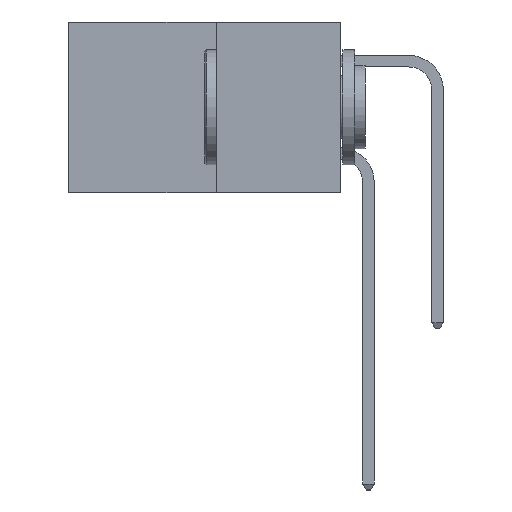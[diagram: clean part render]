
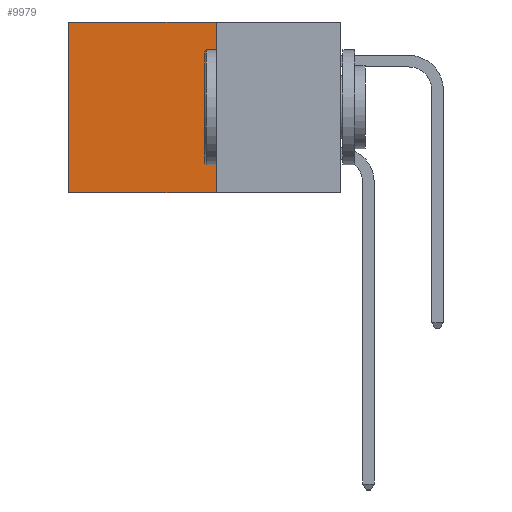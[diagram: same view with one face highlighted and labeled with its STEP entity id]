
A CAD part, left-side view. The second image highlights one B-rep face of the part: STEP entity #9979.
In plain terms, the highlighted planar face has unit normal (-1, 0, 0).
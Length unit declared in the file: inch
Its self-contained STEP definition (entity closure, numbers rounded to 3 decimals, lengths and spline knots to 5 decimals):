
#32 = DIRECTION ( 'NONE',  ( 0., 1., 0. ) ) ;
#596 = VECTOR ( 'NONE', #6033, 39.37008 ) ;
#765 = DIRECTION ( 'NONE',  ( 0., 0., -1. ) ) ;
#1162 = VECTOR ( 'NONE', #3676, 39.37008 ) ;
#1233 = CARTESIAN_POINT ( 'NONE',  ( 0.277, 0.59, -0.37 ) ) ;
#1563 = CARTESIAN_POINT ( 'NONE',  ( 0.277, 0.27, 0. ) ) ;
#1846 = DIRECTION ( 'NONE',  ( 0., 0., -1. ) ) ;
#2811 = FACE_OUTER_BOUND ( 'NONE', #3262, .T. ) ;
#2877 = ORIENTED_EDGE ( 'NONE', *, *, #5657, .T. ) ;
#2994 = VECTOR ( 'NONE', #32, 39.37008 ) ;
#3065 = CARTESIAN_POINT ( 'NONE',  ( 0.277, 0.59, -0.37 ) ) ;
#3157 = CARTESIAN_POINT ( 'NONE',  ( 0.277, 0.27, -0.37 ) ) ;
#3262 = EDGE_LOOP ( 'NONE', ( #2877, #5049, #5290, #7399 ) ) ;
#3388 = VECTOR ( 'NONE', #1846, 39.37008 ) ;
#3488 = EDGE_CURVE ( 'NONE', #7298, #7008, #7271, .T. ) ;
#3676 = DIRECTION ( 'NONE',  ( 0., 1., 0. ) ) ;
#3741 = AXIS2_PLACEMENT_3D ( 'NONE', #7117, #5571, #765 ) ;
#4899 = LINE ( 'NONE', #1233, #596 ) ;
#5049 = ORIENTED_EDGE ( 'NONE', *, *, #8561, .F. ) ;
#5060 = CARTESIAN_POINT ( 'NONE',  ( 0.277, 0.27, -0.37 ) ) ;
#5290 = ORIENTED_EDGE ( 'NONE', *, *, #8306, .F. ) ;
#5571 = DIRECTION ( 'NONE',  ( 1., 0., 0. ) ) ;
#5657 = EDGE_CURVE ( 'NONE', #7008, #7139, #4899, .T. ) ;
#5858 = CARTESIAN_POINT ( 'NONE',  ( 0.277, 0.27, 0. ) ) ;
#6033 = DIRECTION ( 'NONE',  ( 0., 0., -1. ) ) ;
#6947 = CARTESIAN_POINT ( 'NONE',  ( 0.277, 0.59, 0. ) ) ;
#7008 = VERTEX_POINT ( 'NONE', #6947 ) ;
#7117 = CARTESIAN_POINT ( 'NONE',  ( 0.277, 0.27, -0.37 ) ) ;
#7139 = VERTEX_POINT ( 'NONE', #3065 ) ;
#7271 = LINE ( 'NONE', #1563, #2994 ) ;
#7298 = VERTEX_POINT ( 'NONE', #5858 ) ;
#7399 = ORIENTED_EDGE ( 'NONE', *, *, #3488, .T. ) ;
#8011 = LINE ( 'NONE', #9199, #1162 ) ;
#8156 = LINE ( 'NONE', #5060, #3388 ) ;
#8306 = EDGE_CURVE ( 'NONE', #7298, #9992, #8156, .T. ) ;
#8561 = EDGE_CURVE ( 'NONE', #9992, #7139, #8011, .T. ) ;
#8739 = PLANE ( 'NONE',  #3741 ) ;
#9199 = CARTESIAN_POINT ( 'NONE',  ( 0.277, 0.27, -0.37 ) ) ;
#9979 = ADVANCED_FACE ( 'NONE', ( #2811 ), #8739, .F. ) ;
#9992 = VERTEX_POINT ( 'NONE', #3157 ) ;
